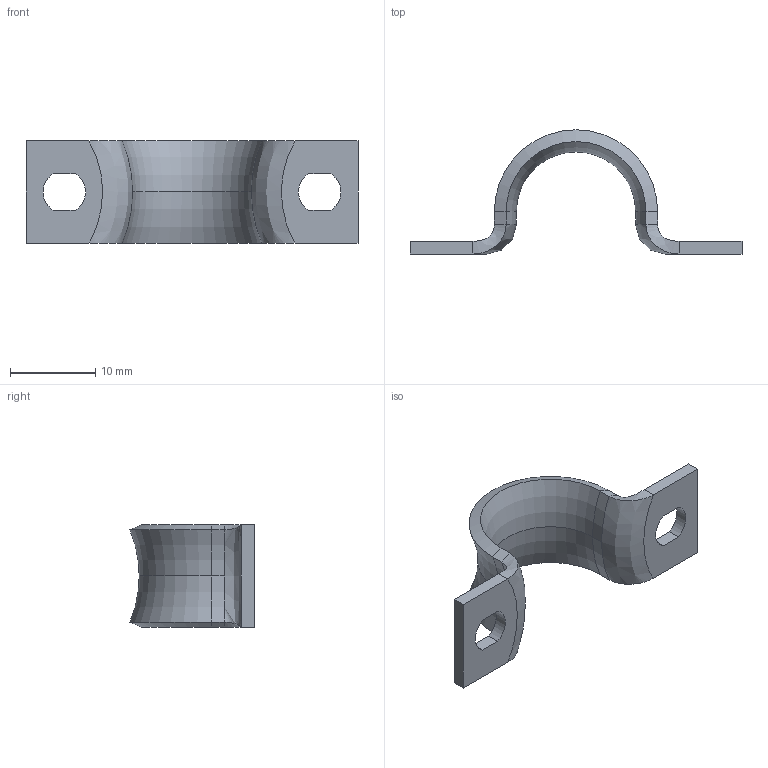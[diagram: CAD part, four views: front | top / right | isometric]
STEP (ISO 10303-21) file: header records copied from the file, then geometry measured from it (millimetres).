
FILE_DESCRIPTION (( 'STEP AP214' ), '1' );
FILE_NAME ('1044230.stp', '2021-02-04T13:57:50', ( '' ), ( '' ), 'SwSTEP 2.0', 'SolidWorks 2020', '' );
FILE_SCHEMA (( 'AUTOMOTIVE_DESIGN' ));
Length unit declared in the file: millimetre
Products named in the file (1): 1044230
Bounding box: 39 x 14.59 x 12 mm (x, y, z)
Volume: 903.8 mm3; surface area: 1459.5 mm2
Topology: 1 solids, 1 shells, 44 faces, 98 edges, 56 vertices
Faces by surface type: plane 18, cylinder 12, bspline 8, torus 4, cone 2
Entity records: 1497 total; most frequent: CARTESIAN_POINT 514, ORIENTED_EDGE 196, DIRECTION 190, EDGE_CURVE 98, AXIS2_PLACEMENT_3D 67, VECTOR 56, VERTEX_POINT 56, LINE 56
